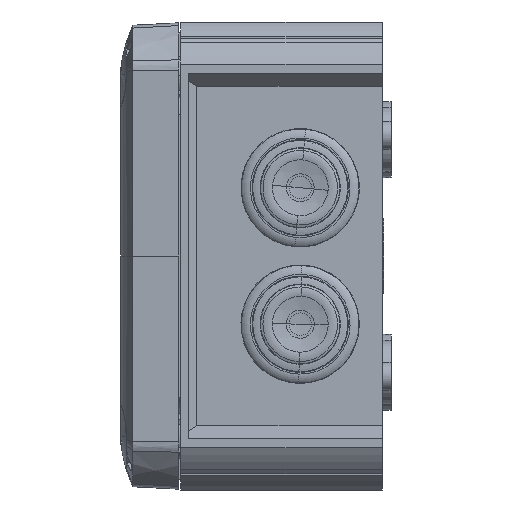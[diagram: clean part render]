
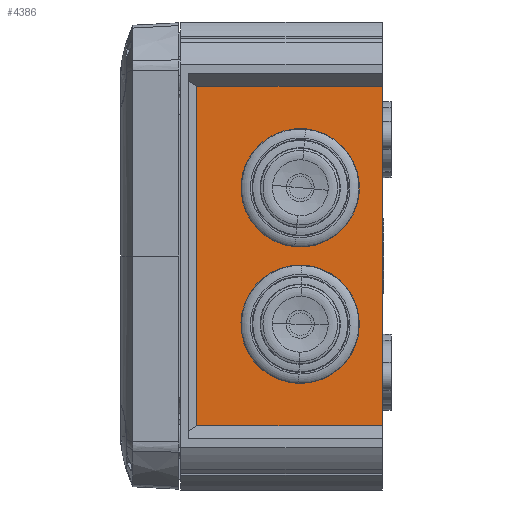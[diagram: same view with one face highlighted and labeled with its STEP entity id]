
A CAD part, left-side view. The second image highlights one B-rep face of the part: STEP entity #4386.
In plain terms, the highlighted planar face has unit normal (-1, 0, 0).
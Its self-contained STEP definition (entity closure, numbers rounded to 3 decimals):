
#494 = DIRECTION ( 'NONE',  ( 0., -1., 0. ) ) ;
#4386 = ADVANCED_FACE ( 'NONE', ( #33435 ), #88327, .F. ) ;
#7022 = CARTESIAN_POINT ( 'NONE',  ( -69.892, 46.24, -42.347 ) ) ;
#9256 = CARTESIAN_POINT ( 'NONE',  ( -69.892, 46.24, -42.347 ) ) ;
#11847 = CARTESIAN_POINT ( 'NONE',  ( -69.892, 48.35, 42.347 ) ) ;
#13290 = VERTEX_POINT ( 'NONE', #17479 ) ;
#13932 = ORIENTED_EDGE ( 'NONE', *, *, #23990, .T. ) ;
#15470 = CARTESIAN_POINT ( 'NONE',  ( -69.892, 48.35, 42.347 ) ) ;
#17479 = CARTESIAN_POINT ( 'NONE',  ( -69.892, 0., 42.347 ) ) ;
#22903 = DIRECTION ( 'NONE',  ( 0., 0., -1. ) ) ;
#23990 = EDGE_CURVE ( 'NONE', #84459, #85711, #70148, .T. ) ;
#24294 = EDGE_CURVE ( 'NONE', #84459, #13290, #70877, .T. ) ;
#31481 = VECTOR ( 'NONE', #78744, 1000. ) ;
#32242 = LINE ( 'NONE', #40472, #73934 ) ;
#33435 = FACE_OUTER_BOUND ( 'NONE', #55677, .T. ) ;
#40472 = CARTESIAN_POINT ( 'NONE',  ( -69.892, 48.35, -42.347 ) ) ;
#50271 = CARTESIAN_POINT ( 'NONE',  ( -69.892, 46.24, 42.347 ) ) ;
#53682 = CARTESIAN_POINT ( 'NONE',  ( -69.892, 0., 42.347 ) ) ;
#55061 = VECTOR ( 'NONE', #22903, 1000. ) ;
#55677 = EDGE_LOOP ( 'NONE', ( #66950, #13932, #63539, #98872 ) ) ;
#58961 = EDGE_CURVE ( 'NONE', #85711, #71880, #32242, .T. ) ;
#60617 = AXIS2_PLACEMENT_3D ( 'NONE', #11847, #98012, #73952 ) ;
#63186 = DIRECTION ( 'NONE',  ( 0., -1., 0. ) ) ;
#63539 = ORIENTED_EDGE ( 'NONE', *, *, #58961, .T. ) ;
#66950 = ORIENTED_EDGE ( 'NONE', *, *, #24294, .F. ) ;
#69044 = LINE ( 'NONE', #53682, #31481 ) ;
#70148 = LINE ( 'NONE', #7022, #55061 ) ;
#70877 = LINE ( 'NONE', #15470, #87823 ) ;
#71880 = VERTEX_POINT ( 'NONE', #75838 ) ;
#73934 = VECTOR ( 'NONE', #494, 1000. ) ;
#73952 = DIRECTION ( 'NONE',  ( 0., 0., -1. ) ) ;
#75838 = CARTESIAN_POINT ( 'NONE',  ( -69.892, 0., -42.347 ) ) ;
#78744 = DIRECTION ( 'NONE',  ( 0., 0., 1. ) ) ;
#84459 = VERTEX_POINT ( 'NONE', #50271 ) ;
#85711 = VERTEX_POINT ( 'NONE', #9256 ) ;
#87225 = EDGE_CURVE ( 'NONE', #71880, #13290, #69044, .T. ) ;
#87823 = VECTOR ( 'NONE', #63186, 1000. ) ;
#88327 = PLANE ( 'NONE',  #60617 ) ;
#98012 = DIRECTION ( 'NONE',  ( 1., 0., 0. ) ) ;
#98872 = ORIENTED_EDGE ( 'NONE', *, *, #87225, .T. ) ;
